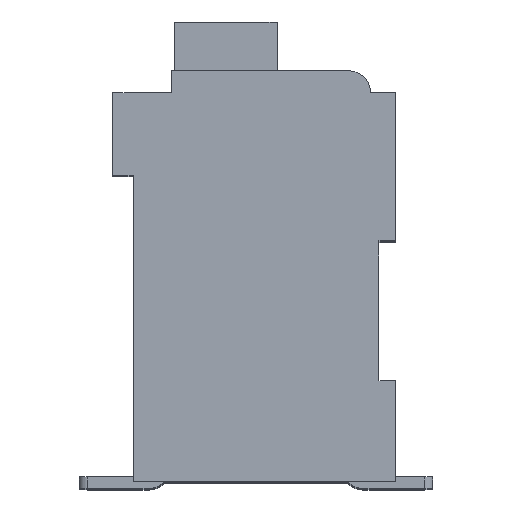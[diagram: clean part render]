
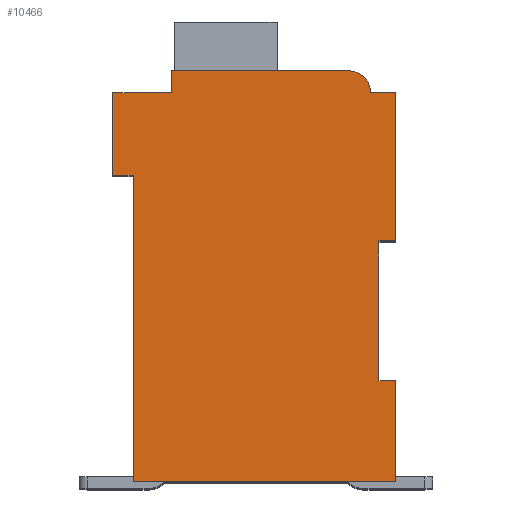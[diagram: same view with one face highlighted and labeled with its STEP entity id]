
A CAD part, top view. The second image highlights one B-rep face of the part: STEP entity #10466.
In plain terms, the highlighted planar face has unit normal (0, 0, 1).
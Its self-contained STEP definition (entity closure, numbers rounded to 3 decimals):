
#1773=DIRECTION('',(1.,0.,0.));
#1774=VECTOR('',#1773,0.5);
#1775=CARTESIAN_POINT('',(7.3,7.15,2.1));
#1776=LINE('',#1775,#1774);
#1777=DIRECTION('',(0.,1.,0.));
#1778=VECTOR('',#1777,4.15);
#1779=CARTESIAN_POINT('',(7.3,3.,2.1));
#1780=LINE('',#1779,#1778);
#1781=DIRECTION('',(-1.,0.,0.));
#1782=VECTOR('',#1781,0.5);
#1783=CARTESIAN_POINT('',(7.8,3.,2.1));
#1784=LINE('',#1783,#1782);
#1785=DIRECTION('',(0.,1.,0.));
#1786=VECTOR('',#1785,3.);
#1787=CARTESIAN_POINT('',(7.8,0.,2.1));
#1788=LINE('',#1787,#1786);
#1789=DIRECTION('',(1.,0.,0.));
#1790=VECTOR('',#1789,7.8);
#1791=CARTESIAN_POINT('',(0.,0.,2.1));
#1792=LINE('',#1791,#1790);
#1793=DIRECTION('',(0.,-1.,0.));
#1794=VECTOR('',#1793,9.1);
#1795=CARTESIAN_POINT('',(0.,9.1,2.1));
#1796=LINE('',#1795,#1794);
#1797=DIRECTION('',(1.,0.,0.));
#1798=VECTOR('',#1797,0.6);
#1799=CARTESIAN_POINT('',(-0.6,9.1,2.1));
#1800=LINE('',#1799,#1798);
#1801=DIRECTION('',(0.,-1.,0.));
#1802=VECTOR('',#1801,2.45);
#1803=CARTESIAN_POINT('',(-0.6,11.55,2.1));
#1804=LINE('',#1803,#1802);
#1805=DIRECTION('',(-1.,0.,0.));
#1806=VECTOR('',#1805,1.75);
#1807=CARTESIAN_POINT('',(1.15,11.55,2.1));
#1808=LINE('',#1807,#1806);
#1809=DIRECTION('',(0.,-1.,0.));
#1810=VECTOR('',#1809,0.65);
#1811=CARTESIAN_POINT('',(1.15,12.2,2.1));
#1812=LINE('',#1811,#1810);
#1813=DIRECTION('',(-1.,0.,0.));
#1814=VECTOR('',#1813,5.25);
#1815=CARTESIAN_POINT('',(6.4,12.2,2.1));
#1816=LINE('',#1815,#1814);
#1817=CARTESIAN_POINT('',(6.4,11.55,2.1));
#1818=DIRECTION('',(0.,0.,1.));
#1819=DIRECTION('',(1.,0.,0.));
#1820=AXIS2_PLACEMENT_3D('',#1817,#1818,#1819);
#1822=DIRECTION('',(-1.,0.,0.));
#1823=VECTOR('',#1822,0.75);
#1824=CARTESIAN_POINT('',(7.8,11.55,2.1));
#1825=LINE('',#1824,#1823);
#1826=DIRECTION('',(0.,1.,0.));
#1827=VECTOR('',#1826,4.4);
#1828=CARTESIAN_POINT('',(7.8,7.15,2.1));
#1829=LINE('',#1828,#1827);
#6714=CARTESIAN_POINT('',(7.3,7.15,2.1));
#6715=CARTESIAN_POINT('',(7.8,7.15,2.1));
#6716=VERTEX_POINT('',#6714);
#6717=VERTEX_POINT('',#6715);
#6718=CARTESIAN_POINT('',(7.8,11.55,2.1));
#6719=VERTEX_POINT('',#6718);
#6720=CARTESIAN_POINT('',(7.05,11.55,2.1));
#6721=VERTEX_POINT('',#6720);
#6722=CARTESIAN_POINT('',(6.4,12.2,2.1));
#6723=VERTEX_POINT('',#6722);
#6724=CARTESIAN_POINT('',(1.15,12.2,2.1));
#6725=VERTEX_POINT('',#6724);
#6726=CARTESIAN_POINT('',(1.15,11.55,2.1));
#6727=VERTEX_POINT('',#6726);
#6728=CARTESIAN_POINT('',(-0.6,11.55,2.1));
#6729=VERTEX_POINT('',#6728);
#6730=CARTESIAN_POINT('',(-0.6,9.1,2.1));
#6731=VERTEX_POINT('',#6730);
#6732=CARTESIAN_POINT('',(0.,9.1,2.1));
#6733=VERTEX_POINT('',#6732);
#6734=CARTESIAN_POINT('',(0.,0.,2.1));
#6735=VERTEX_POINT('',#6734);
#6736=CARTESIAN_POINT('',(7.8,0.,2.1));
#6737=VERTEX_POINT('',#6736);
#6738=CARTESIAN_POINT('',(7.8,3.,2.1));
#6739=VERTEX_POINT('',#6738);
#6740=CARTESIAN_POINT('',(7.3,3.,2.1));
#6741=VERTEX_POINT('',#6740);
#10442=CARTESIAN_POINT('',(0.,0.,2.1));
#10443=DIRECTION('',(0.,0.,1.));
#10444=DIRECTION('',(1.,0.,0.));
#10445=AXIS2_PLACEMENT_3D('',#10442,#10443,#10444);
#10446=PLANE('',#10445);
#10447=ORIENTED_EDGE('',*,*,#8803,.F.);
#10448=ORIENTED_EDGE('',*,*,#9167,.F.);
#10450=ORIENTED_EDGE('',*,*,#10449,.F.);
#10452=ORIENTED_EDGE('',*,*,#10451,.F.);
#10454=ORIENTED_EDGE('',*,*,#10453,.F.);
#10455=ORIENTED_EDGE('',*,*,#9299,.F.);
#10456=ORIENTED_EDGE('',*,*,#9379,.F.);
#10457=ORIENTED_EDGE('',*,*,#9518,.F.);
#10458=ORIENTED_EDGE('',*,*,#9662,.F.);
#10459=ORIENTED_EDGE('',*,*,#9731,.F.);
#10460=ORIENTED_EDGE('',*,*,#9974,.F.);
#10461=ORIENTED_EDGE('',*,*,#10314,.F.);
#10462=ORIENTED_EDGE('',*,*,#10234,.F.);
#10463=ORIENTED_EDGE('',*,*,#9003,.F.);
#10464=EDGE_LOOP('',(#10447,#10448,#10450,#10452,#10454,#10455,#10456,#10457,
#10458,#10459,#10460,#10461,#10462,#10463));
#10465=FACE_OUTER_BOUND('',#10464,.F.);
#1821=CIRCLE('',#1820,0.65);
#8803=EDGE_CURVE('',#6716,#6717,#1776,.T.);
#9003=EDGE_CURVE('',#6717,#6719,#1829,.T.);
#9167=EDGE_CURVE('',#6741,#6716,#1780,.T.);
#9299=EDGE_CURVE('',#6733,#6735,#1796,.T.);
#9379=EDGE_CURVE('',#6731,#6733,#1800,.T.);
#9518=EDGE_CURVE('',#6729,#6731,#1804,.T.);
#9662=EDGE_CURVE('',#6727,#6729,#1808,.T.);
#9731=EDGE_CURVE('',#6725,#6727,#1812,.T.);
#9974=EDGE_CURVE('',#6723,#6725,#1816,.T.);
#10234=EDGE_CURVE('',#6719,#6721,#1825,.T.);
#10314=EDGE_CURVE('',#6721,#6723,#1821,.T.);
#10449=EDGE_CURVE('',#6739,#6741,#1784,.T.);
#10451=EDGE_CURVE('',#6737,#6739,#1788,.T.);
#10453=EDGE_CURVE('',#6735,#6737,#1792,.T.);
#10466=ADVANCED_FACE('',(#10465),#10446,.T.);
